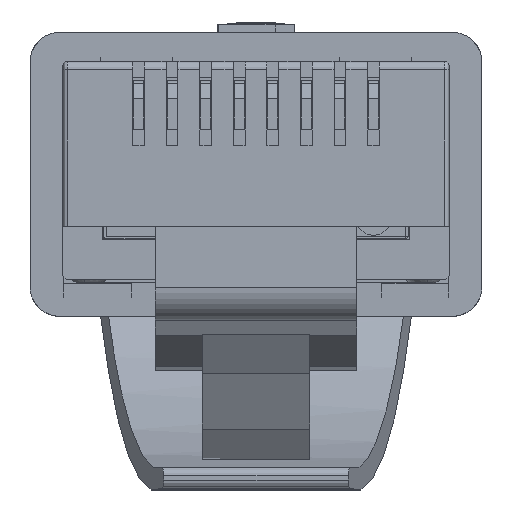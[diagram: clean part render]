
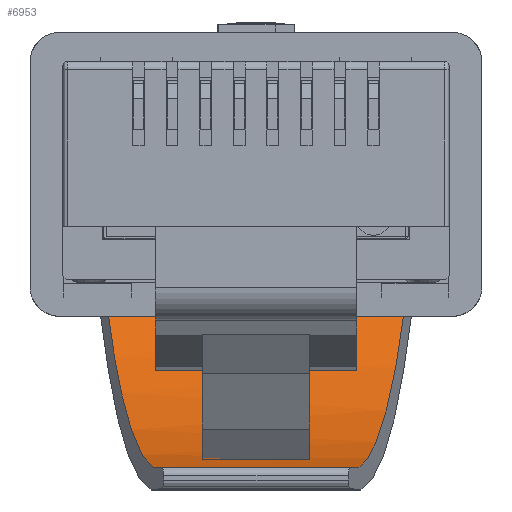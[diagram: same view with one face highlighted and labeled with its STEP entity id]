
A CAD part, front view. The second image highlights one B-rep face of the part: STEP entity #6953.
In plain terms, the highlighted cylindrical face has radius 12.7 mm (diameter 25.4 mm), a partial arc.
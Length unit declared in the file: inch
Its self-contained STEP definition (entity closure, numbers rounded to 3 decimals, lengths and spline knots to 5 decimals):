
#94 = EDGE_CURVE ( 'NONE', #13222, #16225, #18054, .T. ) ;
#1948 = CARTESIAN_POINT ( 'NONE',  ( -0.17563, 0.169, 0.06 ) ) ;
#2168 = CARTESIAN_POINT ( 'NONE',  ( -0.12265, 0.34896, 0.39906 ) ) ;
#2775 = CYLINDRICAL_SURFACE ( 'NONE', #5161, 0.5 ) ;
#2932 = CARTESIAN_POINT ( 'NONE',  ( 0.16223, 0.27309, 0.14571 ) ) ;
#3734 = CARTESIAN_POINT ( 'NONE',  ( -0.17563, 0.169, 0.06 ) ) ;
#4248 = DIRECTION ( 'NONE',  ( -1., 0., 0. ) ) ;
#4780 = VECTOR ( 'NONE', #4248, 39.37008 ) ;
#5161 = AXIS2_PLACEMENT_3D ( 'NONE', #15697, #13829, #17801 ) ;
#6388 = CARTESIAN_POINT ( 'NONE',  ( 0.12265, 0.34896, 0.39906 ) ) ;
#6953 = ADVANCED_FACE ( 'NONE', ( #11808 ), #2775, .F. ) ;
#7845 = CARTESIAN_POINT ( 'NONE',  ( -0.16223, 0.27309, 0.14571 ) ) ;
#8469 = LINE ( 'NONE', #10779, #4780 ) ;
#8640 = VERTEX_POINT ( 'NONE', #15049 ) ;
#8894 = EDGE_LOOP ( 'NONE', ( #9782, #21609, #24515, #26083 ) ) ;
#9385 = CARTESIAN_POINT ( 'NONE',  ( 0.17562, 0.169, 0.06 ) ) ;
#9782 = ORIENTED_EDGE ( 'NONE', *, *, #94, .F. ) ;
#10565 = EDGE_CURVE ( 'NONE', #11591, #16225, #12312, .T. ) ;
#10779 = CARTESIAN_POINT ( 'NONE',  ( 0.185, 0.169, 0.06 ) ) ;
#11591 = VERTEX_POINT ( 'NONE', #6388 ) ;
#11779 = EDGE_CURVE ( 'NONE', #11591, #8640, #23862, .T. ) ;
#11808 = FACE_OUTER_BOUND ( 'NONE', #8894, .T. ) ;
#12312 = LINE ( 'NONE', #23306, #17954 ) ;
#13222 = VERTEX_POINT ( 'NONE', #1948 ) ;
#13829 = DIRECTION ( 'NONE',  ( -1., 0., 0. ) ) ;
#14471 = CARTESIAN_POINT ( 'NONE',  ( -0.14362, 0.3363, 0.26482 ) ) ;
#15049 = CARTESIAN_POINT ( 'NONE',  ( 0.17562, 0.169, 0.06 ) ) ;
#15697 = CARTESIAN_POINT ( 'NONE',  ( 0.185, -0.14884, 0.44598 ) ) ;
#16225 = VERTEX_POINT ( 'NONE', #2168 ) ;
#17801 = DIRECTION ( 'NONE',  ( 0., 0., 1. ) ) ;
#17954 = VECTOR ( 'NONE', #25832, 39.37008 ) ;
#18054 =( BOUNDED_CURVE ( )  B_SPLINE_CURVE ( 3, ( #3734, #7845, #14471, #20952 ),
 .UNSPECIFIED., .F., .F. ) 
 B_SPLINE_CURVE_WITH_KNOTS ( ( 4, 4 ),
 ( 0.68888, 1.47683 ),
 .UNSPECIFIED. ) 
 CURVE ( )  GEOMETRIC_REPRESENTATION_ITEM ( )  RATIONAL_B_SPLINE_CURVE ( ( 1., 0.949, 0.949, 1. ) ) 
 REPRESENTATION_ITEM ( '' )  );
#20952 = CARTESIAN_POINT ( 'NONE',  ( -0.12265, 0.34896, 0.39906 ) ) ;
#21609 = ORIENTED_EDGE ( 'NONE', *, *, #23686, .F. ) ;
#23306 = CARTESIAN_POINT ( 'NONE',  ( 0.185, 0.34896, 0.39906 ) ) ;
#23686 = EDGE_CURVE ( 'NONE', #8640, #13222, #8469, .T. ) ;
#23862 =( BOUNDED_CURVE ( )  B_SPLINE_CURVE ( 3, ( #24171, #24264, #2932, #9385 ),
 .UNSPECIFIED., .F., .T. ) 
 B_SPLINE_CURVE_WITH_KNOTS ( ( 4, 4 ),
 ( 1.66477, 2.45271 ),
 .UNSPECIFIED. ) 
 CURVE ( )  GEOMETRIC_REPRESENTATION_ITEM ( )  RATIONAL_B_SPLINE_CURVE ( ( 1., 0.949, 0.949, 1. ) ) 
 REPRESENTATION_ITEM ( '' )  );
#24171 = CARTESIAN_POINT ( 'NONE',  ( 0.12265, 0.34896, 0.39906 ) ) ;
#24264 = CARTESIAN_POINT ( 'NONE',  ( 0.14362, 0.3363, 0.26482 ) ) ;
#24515 = ORIENTED_EDGE ( 'NONE', *, *, #11779, .F. ) ;
#25832 = DIRECTION ( 'NONE',  ( -1., 0., 0. ) ) ;
#26083 = ORIENTED_EDGE ( 'NONE', *, *, #10565, .T. ) ;
